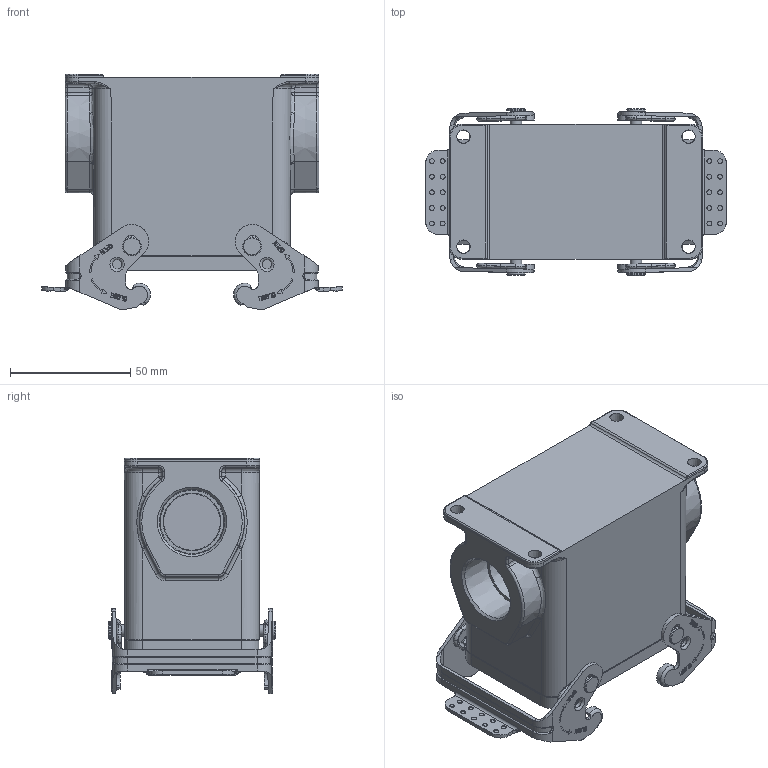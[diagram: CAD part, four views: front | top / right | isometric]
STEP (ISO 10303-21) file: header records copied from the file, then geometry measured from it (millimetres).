
FILE_DESCRIPTION(/* description */ (''),/* implementation_level */ '2;1');
FILE_NAME(/* name */ 'H32A-SF-2L-XXX.stp',/* time_stamp */ '2023-05-16T14:54:15+08:00',/* author */ (''),/* organization */ (''),/* preprocessor_version */ 'ST-DEVELOPER v16',/* originating_system */ 'SIEMENS PLM Software NX 10.0',/* authorisation */ '');
FILE_SCHEMA (('AUTOMOTIVE_DESIGN { 1 0 10303 214 3 1 1 1 }'));
Products named in the file (1): Admi1CD47FF0fml9
Bounding box: 125.17 x 69.64 x 98.03 mm (x, y, z)
Volume: 158461.9 mm3; surface area: 70168.1 mm2
Topology: 1 solids, 1 shells, 1639 faces, 4086 edges, 2527 vertices
Faces by surface type: plane 620, cylinder 509, torus 212, bspline 204, extrusion 60, cone 30, sphere 4
Full cylindrical faces by diameter (mm): 2 x24, 3 x4, 4 x4, 4.8 x4, 5 x4, 7 x4, 7.7 x4
Entity records: 60075 total; most frequent: CARTESIAN_POINT 22042, ORIENTED_EDGE 7732, DIRECTION 7315, EDGE_CURVE 3866, AXIS2_PLACEMENT_3D 2674, VERTEX_POINT 2474, VECTOR 1967, EDGE_LOOP 1908
